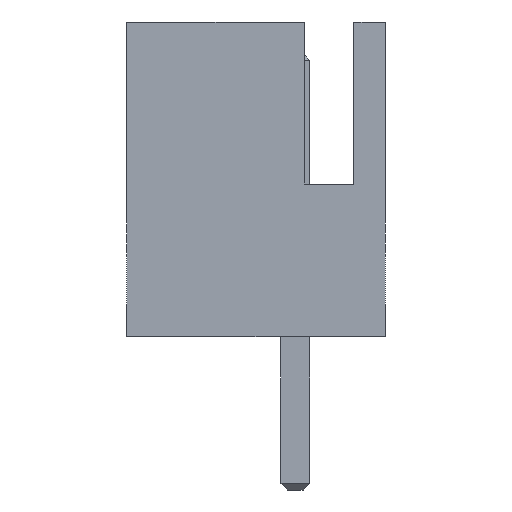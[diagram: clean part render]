
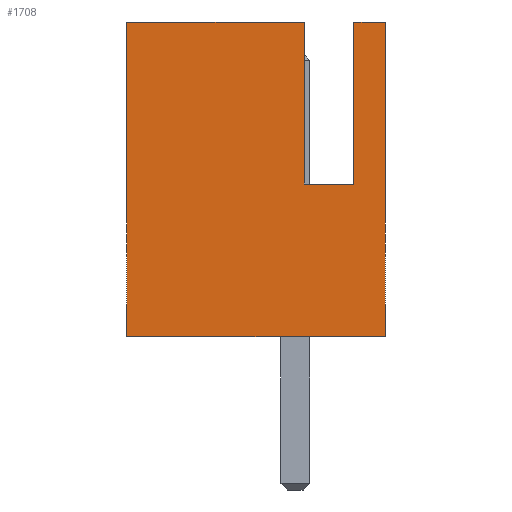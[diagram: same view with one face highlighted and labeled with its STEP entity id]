
A CAD part, left-side view. The second image highlights one B-rep face of the part: STEP entity #1708.
In plain terms, the highlighted planar face has unit normal (-1, 0, 0).
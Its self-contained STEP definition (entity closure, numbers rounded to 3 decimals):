
#58 = DIRECTION ( 'NONE',  ( 0., 0., -1. ) ) ;
#81 = LINE ( 'NONE', #4881, #4502 ) ;
#194 = CARTESIAN_POINT ( 'NONE',  ( -8.7, 2.875, 7. ) ) ;
#356 = ORIENTED_EDGE ( 'NONE', *, *, #4368, .F. ) ;
#359 = DIRECTION ( 'NONE',  ( 0., -1., 0. ) ) ;
#605 = VECTOR ( 'NONE', #58, 1000. ) ;
#706 = DIRECTION ( 'NONE',  ( 1., 0., 0. ) ) ;
#732 = CARTESIAN_POINT ( 'NONE',  ( -8.7, -1.075, 3.4 ) ) ;
#835 = DIRECTION ( 'NONE',  ( 0., -1., 0. ) ) ;
#899 = EDGE_LOOP ( 'NONE', ( #3116, #3865, #4530, #356, #1747, #5021, #5124, #2856 ) ) ;
#1040 = EDGE_CURVE ( 'NONE', #4650, #4116, #4505, .T. ) ;
#1088 = PLANE ( 'NONE',  #4612 ) ;
#1100 = CARTESIAN_POINT ( 'NONE',  ( -8.7, -2.875, 0. ) ) ;
#1250 = CARTESIAN_POINT ( 'NONE',  ( -8.7, -2.875, 7. ) ) ;
#1288 = VECTOR ( 'NONE', #1566, 1000. ) ;
#1307 = CARTESIAN_POINT ( 'NONE',  ( -8.7, -1.075, 7. ) ) ;
#1371 = VECTOR ( 'NONE', #4119, 1000. ) ;
#1423 = VERTEX_POINT ( 'NONE', #194 ) ;
#1489 = EDGE_CURVE ( 'NONE', #1423, #4660, #1622, .T. ) ;
#1520 = EDGE_CURVE ( 'NONE', #5076, #3596, #2845, .T. ) ;
#1566 = DIRECTION ( 'NONE',  ( 0., 0., -1. ) ) ;
#1622 = LINE ( 'NONE', #4815, #1288 ) ;
#1671 = DIRECTION ( 'NONE',  ( 0., 0., 1. ) ) ;
#1708 = ADVANCED_FACE ( 'NONE', ( #4766 ), #1088, .F. ) ;
#1709 = DIRECTION ( 'NONE',  ( 0., -1., 0. ) ) ;
#1743 = EDGE_CURVE ( 'NONE', #4660, #4169, #3215, .T. ) ;
#1747 = ORIENTED_EDGE ( 'NONE', *, *, #2225, .F. ) ;
#1834 = VERTEX_POINT ( 'NONE', #1307 ) ;
#2023 = LINE ( 'NONE', #2051, #605 ) ;
#2042 = CARTESIAN_POINT ( 'NONE',  ( -8.7, -2.875, 0. ) ) ;
#2051 = CARTESIAN_POINT ( 'NONE',  ( -8.7, -1.075, 7. ) ) ;
#2225 = EDGE_CURVE ( 'NONE', #1423, #1834, #81, .T. ) ;
#2271 = CARTESIAN_POINT ( 'NONE',  ( -8.7, 2.875, 0. ) ) ;
#2413 = LINE ( 'NONE', #4002, #3929 ) ;
#2528 = CARTESIAN_POINT ( 'NONE',  ( -8.7, -2.175, 3.4 ) ) ;
#2660 = CARTESIAN_POINT ( 'NONE',  ( -8.7, -2.875, 7. ) ) ;
#2689 = CARTESIAN_POINT ( 'NONE',  ( -8.7, -2.175, 7. ) ) ;
#2826 = LINE ( 'NONE', #4360, #4421 ) ;
#2845 = LINE ( 'NONE', #1250, #3536 ) ;
#2856 = ORIENTED_EDGE ( 'NONE', *, *, #3978, .F. ) ;
#2888 = DIRECTION ( 'NONE',  ( 0., 0., -1. ) ) ;
#3116 = ORIENTED_EDGE ( 'NONE', *, *, #1520, .F. ) ;
#3215 = LINE ( 'NONE', #2042, #4371 ) ;
#3536 = VECTOR ( 'NONE', #359, 1000. ) ;
#3596 = VERTEX_POINT ( 'NONE', #4162 ) ;
#3817 = CARTESIAN_POINT ( 'NONE',  ( -8.7, -2.175, 3.4 ) ) ;
#3865 = ORIENTED_EDGE ( 'NONE', *, *, #4805, .F. ) ;
#3929 = VECTOR ( 'NONE', #2888, 1000. ) ;
#3978 = EDGE_CURVE ( 'NONE', #3596, #4169, #2413, .T. ) ;
#4002 = CARTESIAN_POINT ( 'NONE',  ( -8.7, -2.875, 7. ) ) ;
#4116 = VERTEX_POINT ( 'NONE', #3817 ) ;
#4119 = DIRECTION ( 'NONE',  ( 0., -1., 0. ) ) ;
#4162 = CARTESIAN_POINT ( 'NONE',  ( -8.7, -2.875, 7. ) ) ;
#4169 = VERTEX_POINT ( 'NONE', #1100 ) ;
#4280 = DIRECTION ( 'NONE',  ( 0., 0., -1. ) ) ;
#4360 = CARTESIAN_POINT ( 'NONE',  ( -8.7, -2.175, 7. ) ) ;
#4368 = EDGE_CURVE ( 'NONE', #1834, #4650, #2023, .T. ) ;
#4371 = VECTOR ( 'NONE', #835, 1000. ) ;
#4421 = VECTOR ( 'NONE', #1671, 1000. ) ;
#4502 = VECTOR ( 'NONE', #1709, 1000. ) ;
#4505 = LINE ( 'NONE', #2528, #1371 ) ;
#4530 = ORIENTED_EDGE ( 'NONE', *, *, #1040, .F. ) ;
#4612 = AXIS2_PLACEMENT_3D ( 'NONE', #2660, #706, #4280 ) ;
#4650 = VERTEX_POINT ( 'NONE', #732 ) ;
#4660 = VERTEX_POINT ( 'NONE', #2271 ) ;
#4766 = FACE_OUTER_BOUND ( 'NONE', #899, .T. ) ;
#4805 = EDGE_CURVE ( 'NONE', #4116, #5076, #2826, .T. ) ;
#4815 = CARTESIAN_POINT ( 'NONE',  ( -8.7, 2.875, 7. ) ) ;
#4881 = CARTESIAN_POINT ( 'NONE',  ( -8.7, -2.875, 7. ) ) ;
#5021 = ORIENTED_EDGE ( 'NONE', *, *, #1489, .T. ) ;
#5076 = VERTEX_POINT ( 'NONE', #2689 ) ;
#5124 = ORIENTED_EDGE ( 'NONE', *, *, #1743, .T. ) ;
